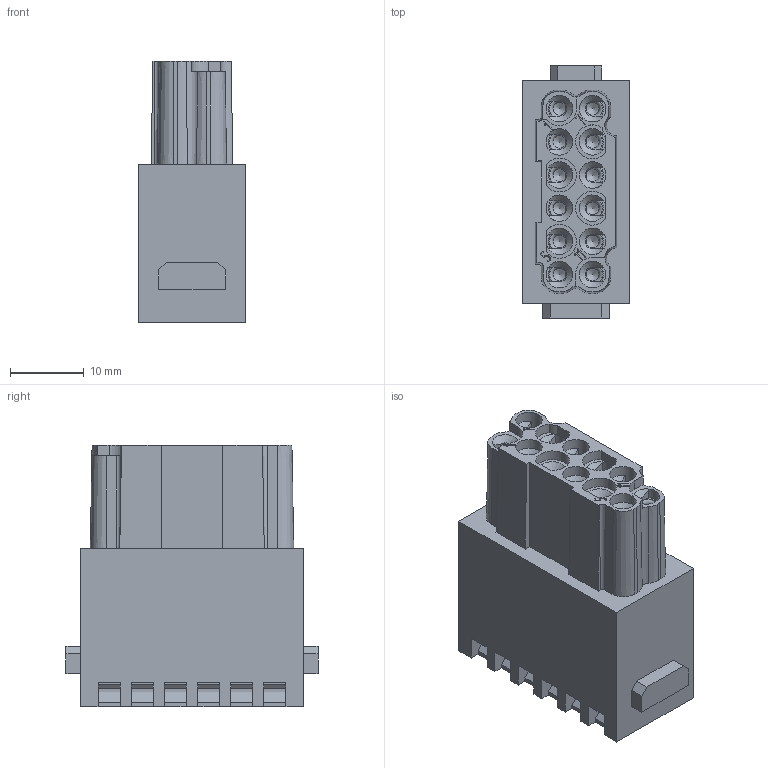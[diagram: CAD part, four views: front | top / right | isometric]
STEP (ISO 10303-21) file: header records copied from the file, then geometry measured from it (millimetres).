
FILE_DESCRIPTION(/* description */ (''),/* implementation_level */ '2;1');
FILE_NAME(/* name */ '100183998ugm000_d.stp',/* time_stamp */ '2019-05-23T07:59:55+02:00',/* author */ (''),/* organization */ (''),/* preprocessor_version */ 'ST-DEVELOPER v16.7',/* originating_system */ 'SIEMENS PLM Software NX 12.0',/* authorisation */ '');
FILE_SCHEMA (('AUTOMOTIVE_DESIGN { 1 0 10303 214 3 1 1 1 }'));
Length unit declared in the file: millimetre
Products named in the file (1): 100183998ugm000_d
Bounding box: 14.65 x 34.2 x 35.51 mm (x, y, z)
Volume: 11736.2 mm3; surface area: 6310.9 mm2
Topology: 1 solids, 1 shells, 849 faces, 2705 edges, 2188 vertices
Faces by surface type: plane 547, cylinder 113, extrusion 103, cone 62, torus 24
Full cylindrical faces by diameter (mm): 1.1 x1, 1.3 x1, 1.7 x12, 1.75 x12, 3.2 x12, 3.6 x6
Entity records: 33852 total; most frequent: CARTESIAN_POINT 7179, ORIENTED_EDGE 4502, DIRECTION 3947, EDGE_CURVE 2251, VECTOR 1753, LINE 1650, VERTEX_POINT 1549, AXIS2_PLACEMENT_3D 1097
